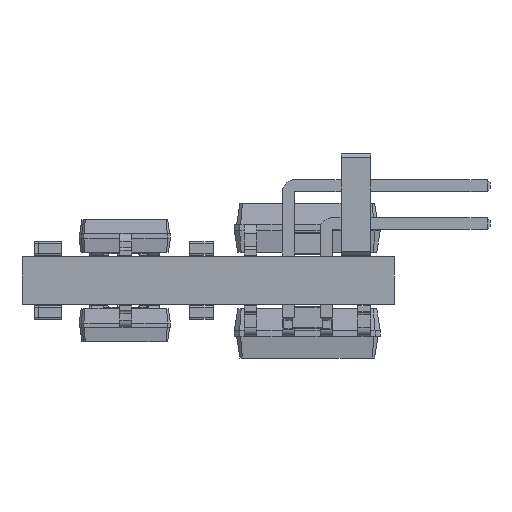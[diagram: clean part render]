
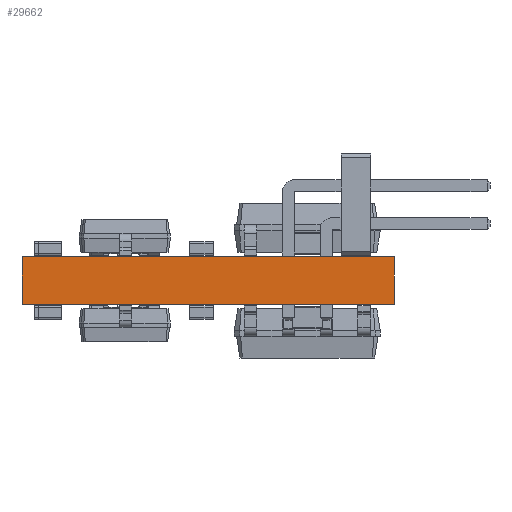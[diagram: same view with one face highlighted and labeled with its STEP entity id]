
A CAD part, left-side view. The second image highlights one B-rep face of the part: STEP entity #29662.
In plain terms, the highlighted planar face has unit normal (-1, 0, 0).
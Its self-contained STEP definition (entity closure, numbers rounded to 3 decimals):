
#29546 = EDGE_CURVE('',#29547,#29549,#29551,.T.);
#29547 = VERTEX_POINT('',#29548);
#29548 = CARTESIAN_POINT('',(-12.5,0.,0.));
#29549 = VERTEX_POINT('',#29550);
#29550 = CARTESIAN_POINT('',(-12.5,0.,1.6));
#29551 = SURFACE_CURVE('',#29552,(#29556,#29568),.PCURVE_S1.);
#29552 = LINE('',#29553,#29554);
#29553 = CARTESIAN_POINT('',(-12.5,0.,0.));
#29554 = VECTOR('',#29555,1.);
#29555 = DIRECTION('',(0.,0.,1.));
#29556 = PCURVE('',#29557,#29562);
#29557 = PLANE('',#29558);
#29558 = AXIS2_PLACEMENT_3D('',#29559,#29560,#29561);
#29559 = CARTESIAN_POINT('',(-12.5,0.,0.));
#29560 = DIRECTION('',(0.,1.,0.));
#29561 = DIRECTION('',(1.,0.,0.));
#29562 = DEFINITIONAL_REPRESENTATION('',(#29563),#29567);
#29563 = LINE('',#29564,#29565);
#29564 = CARTESIAN_POINT('',(0.,0.));
#29565 = VECTOR('',#29566,1.);
#29566 = DIRECTION('',(0.,-1.));
#29567 = ( GEOMETRIC_REPRESENTATION_CONTEXT(2) 
PARAMETRIC_REPRESENTATION_CONTEXT() REPRESENTATION_CONTEXT('2D SPACE',''
  ) );
#29568 = PCURVE('',#29569,#29574);
#29569 = PLANE('',#29570);
#29570 = AXIS2_PLACEMENT_3D('',#29571,#29572,#29573);
#29571 = CARTESIAN_POINT('',(-12.5,12.5,0.));
#29572 = DIRECTION('',(1.,0.,0.));
#29573 = DIRECTION('',(0.,-1.,0.));
#29574 = DEFINITIONAL_REPRESENTATION('',(#29575),#29579);
#29575 = LINE('',#29576,#29577);
#29576 = CARTESIAN_POINT('',(12.5,0.));
#29577 = VECTOR('',#29578,1.);
#29578 = DIRECTION('',(0.,-1.));
#29579 = ( GEOMETRIC_REPRESENTATION_CONTEXT(2) 
PARAMETRIC_REPRESENTATION_CONTEXT() REPRESENTATION_CONTEXT('2D SPACE',''
  ) );
#29597 = PLANE('',#29598);
#29598 = AXIS2_PLACEMENT_3D('',#29599,#29600,#29601);
#29599 = CARTESIAN_POINT('',(0.,6.25,1.6));
#29600 = DIRECTION('',(0.,0.,1.));
#29601 = DIRECTION('',(1.,0.,0.));
#29651 = PLANE('',#29652);
#29652 = AXIS2_PLACEMENT_3D('',#29653,#29654,#29655);
#29653 = CARTESIAN_POINT('',(0.,6.25,0.));
#29654 = DIRECTION('',(0.,0.,1.));
#29655 = DIRECTION('',(1.,0.,0.));
#29662 = ADVANCED_FACE('',(#29663),#29569,.F.);
#29663 = FACE_BOUND('',#29664,.F.);
#29664 = EDGE_LOOP('',(#29665,#29695,#29716,#29717));
#29665 = ORIENTED_EDGE('',*,*,#29666,.T.);
#29666 = EDGE_CURVE('',#29667,#29669,#29671,.T.);
#29667 = VERTEX_POINT('',#29668);
#29668 = CARTESIAN_POINT('',(-12.5,12.5,0.));
#29669 = VERTEX_POINT('',#29670);
#29670 = CARTESIAN_POINT('',(-12.5,12.5,1.6));
#29671 = SURFACE_CURVE('',#29672,(#29676,#29683),.PCURVE_S1.);
#29672 = LINE('',#29673,#29674);
#29673 = CARTESIAN_POINT('',(-12.5,12.5,0.));
#29674 = VECTOR('',#29675,1.);
#29675 = DIRECTION('',(0.,0.,1.));
#29676 = PCURVE('',#29569,#29677);
#29677 = DEFINITIONAL_REPRESENTATION('',(#29678),#29682);
#29678 = LINE('',#29679,#29680);
#29679 = CARTESIAN_POINT('',(0.,0.));
#29680 = VECTOR('',#29681,1.);
#29681 = DIRECTION('',(0.,-1.));
#29682 = ( GEOMETRIC_REPRESENTATION_CONTEXT(2) 
PARAMETRIC_REPRESENTATION_CONTEXT() REPRESENTATION_CONTEXT('2D SPACE',''
  ) );
#29683 = PCURVE('',#29684,#29689);
#29684 = PLANE('',#29685);
#29685 = AXIS2_PLACEMENT_3D('',#29686,#29687,#29688);
#29686 = CARTESIAN_POINT('',(12.5,12.5,0.));
#29687 = DIRECTION('',(0.,-1.,0.));
#29688 = DIRECTION('',(-1.,0.,0.));
#29689 = DEFINITIONAL_REPRESENTATION('',(#29690),#29694);
#29690 = LINE('',#29691,#29692);
#29691 = CARTESIAN_POINT('',(25.,0.));
#29692 = VECTOR('',#29693,1.);
#29693 = DIRECTION('',(0.,-1.));
#29694 = ( GEOMETRIC_REPRESENTATION_CONTEXT(2) 
PARAMETRIC_REPRESENTATION_CONTEXT() REPRESENTATION_CONTEXT('2D SPACE',''
  ) );
#29695 = ORIENTED_EDGE('',*,*,#29696,.T.);
#29696 = EDGE_CURVE('',#29669,#29549,#29697,.T.);
#29697 = SURFACE_CURVE('',#29698,(#29702,#29709),.PCURVE_S1.);
#29698 = LINE('',#29699,#29700);
#29699 = CARTESIAN_POINT('',(-12.5,12.5,1.6));
#29700 = VECTOR('',#29701,1.);
#29701 = DIRECTION('',(0.,-1.,0.));
#29702 = PCURVE('',#29569,#29703);
#29703 = DEFINITIONAL_REPRESENTATION('',(#29704),#29708);
#29704 = LINE('',#29705,#29706);
#29705 = CARTESIAN_POINT('',(0.,-1.6));
#29706 = VECTOR('',#29707,1.);
#29707 = DIRECTION('',(1.,0.));
#29708 = ( GEOMETRIC_REPRESENTATION_CONTEXT(2) 
PARAMETRIC_REPRESENTATION_CONTEXT() REPRESENTATION_CONTEXT('2D SPACE',''
  ) );
#29709 = PCURVE('',#29597,#29710);
#29710 = DEFINITIONAL_REPRESENTATION('',(#29711),#29715);
#29711 = LINE('',#29712,#29713);
#29712 = CARTESIAN_POINT('',(-12.5,6.25));
#29713 = VECTOR('',#29714,1.);
#29714 = DIRECTION('',(0.,-1.));
#29715 = ( GEOMETRIC_REPRESENTATION_CONTEXT(2) 
PARAMETRIC_REPRESENTATION_CONTEXT() REPRESENTATION_CONTEXT('2D SPACE',''
  ) );
#29716 = ORIENTED_EDGE('',*,*,#29546,.F.);
#29717 = ORIENTED_EDGE('',*,*,#29718,.F.);
#29718 = EDGE_CURVE('',#29667,#29547,#29719,.T.);
#29719 = SURFACE_CURVE('',#29720,(#29724,#29731),.PCURVE_S1.);
#29720 = LINE('',#29721,#29722);
#29721 = CARTESIAN_POINT('',(-12.5,12.5,0.));
#29722 = VECTOR('',#29723,1.);
#29723 = DIRECTION('',(0.,-1.,0.));
#29724 = PCURVE('',#29569,#29725);
#29725 = DEFINITIONAL_REPRESENTATION('',(#29726),#29730);
#29726 = LINE('',#29727,#29728);
#29727 = CARTESIAN_POINT('',(0.,0.));
#29728 = VECTOR('',#29729,1.);
#29729 = DIRECTION('',(1.,0.));
#29730 = ( GEOMETRIC_REPRESENTATION_CONTEXT(2) 
PARAMETRIC_REPRESENTATION_CONTEXT() REPRESENTATION_CONTEXT('2D SPACE',''
  ) );
#29731 = PCURVE('',#29651,#29732);
#29732 = DEFINITIONAL_REPRESENTATION('',(#29733),#29737);
#29733 = LINE('',#29734,#29735);
#29734 = CARTESIAN_POINT('',(-12.5,6.25));
#29735 = VECTOR('',#29736,1.);
#29736 = DIRECTION('',(0.,-1.));
#29737 = ( GEOMETRIC_REPRESENTATION_CONTEXT(2) 
PARAMETRIC_REPRESENTATION_CONTEXT() REPRESENTATION_CONTEXT('2D SPACE',''
  ) );
